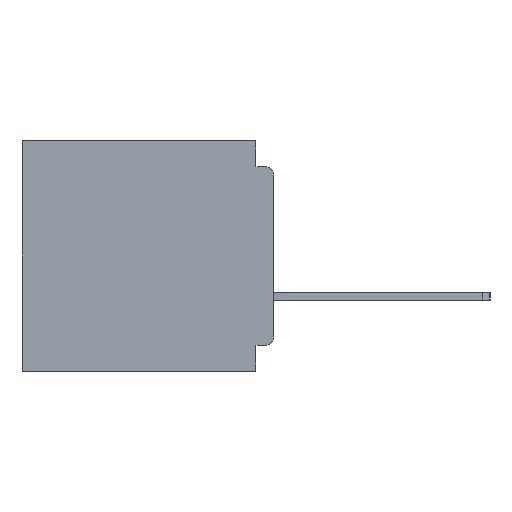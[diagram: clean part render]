
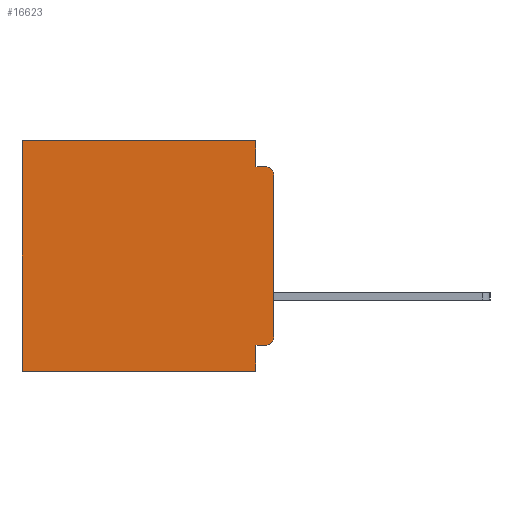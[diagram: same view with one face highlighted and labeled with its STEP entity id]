
A CAD part, left-side view. The second image highlights one B-rep face of the part: STEP entity #16623.
In plain terms, the highlighted planar face has unit normal (-1, 0, 0).
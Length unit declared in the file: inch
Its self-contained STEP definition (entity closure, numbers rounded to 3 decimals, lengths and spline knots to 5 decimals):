
#1477 = DIRECTION ( 'NONE',  ( 0., 0., -1. ) ) ;
#1662 = EDGE_CURVE ( 'NONE', #25208, #3029, #6235, .T. ) ;
#2540 = EDGE_CURVE ( 'NONE', #13260, #37332, #8975, .T. ) ;
#3029 = VERTEX_POINT ( 'NONE', #21857 ) ;
#3071 = EDGE_CURVE ( 'NONE', #13260, #26437, #35099, .T. ) ;
#3227 = DIRECTION ( 'NONE',  ( 0., 0., -1. ) ) ;
#4717 = ORIENTED_EDGE ( 'NONE', *, *, #28251, .F. ) ;
#4812 = VERTEX_POINT ( 'NONE', #29995 ) ;
#5217 = VECTOR ( 'NONE', #17267, 39.37008 ) ;
#5703 = ORIENTED_EDGE ( 'NONE', *, *, #2540, .T. ) ;
#5799 = CARTESIAN_POINT ( 'NONE',  ( 0.3, 0., -0.4 ) ) ;
#6235 = LINE ( 'NONE', #15657, #37026 ) ;
#6461 = CARTESIAN_POINT ( 'NONE',  ( 0.3, 0., -0.045 ) ) ;
#6592 = ORIENTED_EDGE ( 'NONE', *, *, #23858, .F. ) ;
#8667 = DIRECTION ( 'NONE',  ( 0., 1., 0. ) ) ;
#8975 = CIRCLE ( 'NONE', #34904, 0.015 ) ;
#9411 = VERTEX_POINT ( 'NONE', #20243 ) ;
#10701 = CARTESIAN_POINT ( 'NONE',  ( 0.3, 0., -0.06 ) ) ;
#10801 = ORIENTED_EDGE ( 'NONE', *, *, #1662, .F. ) ;
#10848 = DIRECTION ( 'NONE',  ( 0., 0., -1. ) ) ;
#11264 = ORIENTED_EDGE ( 'NONE', *, *, #26261, .T. ) ;
#11313 = CARTESIAN_POINT ( 'NONE',  ( 0.3, 0., -0.34 ) ) ;
#11418 = EDGE_LOOP ( 'NONE', ( #14211, #27865, #6592, #10801, #31569, #11264, #4717, #14411, #23373, #5703 ) ) ;
#11667 = AXIS2_PLACEMENT_3D ( 'NONE', #36160, #19004, #1477 ) ;
#12306 = EDGE_CURVE ( 'NONE', #25208, #9411, #30831, .T. ) ;
#12454 = LINE ( 'NONE', #14974, #34578 ) ;
#13104 = EDGE_CURVE ( 'NONE', #26106, #16151, #13177, .T. ) ;
#13177 = CIRCLE ( 'NONE', #26289, 0.015 ) ;
#13260 = VERTEX_POINT ( 'NONE', #15155 ) ;
#13338 = VECTOR ( 'NONE', #17424, 39.37008 ) ;
#14169 = FACE_OUTER_BOUND ( 'NONE', #11418, .T. ) ;
#14211 = ORIENTED_EDGE ( 'NONE', *, *, #20932, .F. ) ;
#14411 = ORIENTED_EDGE ( 'NONE', *, *, #17483, .F. ) ;
#14526 = CARTESIAN_POINT ( 'NONE',  ( 0.3, 0., 0. ) ) ;
#14595 = CARTESIAN_POINT ( 'NONE',  ( 0.3, 0.015, -0.34 ) ) ;
#14974 = CARTESIAN_POINT ( 'NONE',  ( 0.3, 0., -0.4 ) ) ;
#15155 = CARTESIAN_POINT ( 'NONE',  ( 0.3, 0.015, -0.355 ) ) ;
#15657 = CARTESIAN_POINT ( 'NONE',  ( 0.3, 0.031, 0. ) ) ;
#15901 = VECTOR ( 'NONE', #23813, 39.37008 ) ;
#16151 = VERTEX_POINT ( 'NONE', #16684 ) ;
#16205 = DIRECTION ( 'NONE',  ( -1., 0., 0. ) ) ;
#16623 = ADVANCED_FACE ( 'NONE', ( #14169 ), #30511, .F. ) ;
#16684 = CARTESIAN_POINT ( 'NONE',  ( 0.3, 0.015, -0.045 ) ) ;
#17267 = DIRECTION ( 'NONE',  ( 0., 0., -1. ) ) ;
#17424 = DIRECTION ( 'NONE',  ( 0., 1., 0. ) ) ;
#17483 = EDGE_CURVE ( 'NONE', #26437, #4812, #29398, .T. ) ;
#17969 = VECTOR ( 'NONE', #23807, 39.37008 ) ;
#19004 = DIRECTION ( 'NONE',  ( 1., 0., 0. ) ) ;
#19962 = CARTESIAN_POINT ( 'NONE',  ( 0.3, 0.031, -0.4 ) ) ;
#20243 = CARTESIAN_POINT ( 'NONE',  ( 0.3, 0.437, 0. ) ) ;
#20686 = LINE ( 'NONE', #31635, #5217 ) ;
#20932 = EDGE_CURVE ( 'NONE', #26106, #37332, #12454, .T. ) ;
#21857 = CARTESIAN_POINT ( 'NONE',  ( 0.3, 0.031, -0.045 ) ) ;
#23124 = VECTOR ( 'NONE', #8667, 39.37008 ) ;
#23373 = ORIENTED_EDGE ( 'NONE', *, *, #3071, .F. ) ;
#23807 = DIRECTION ( 'NONE',  ( 0., 1., 0. ) ) ;
#23813 = DIRECTION ( 'NONE',  ( 0., -1., 0. ) ) ;
#23858 = EDGE_CURVE ( 'NONE', #3029, #16151, #30322, .T. ) ;
#24483 = VERTEX_POINT ( 'NONE', #37394 ) ;
#25208 = VERTEX_POINT ( 'NONE', #35322 ) ;
#26106 = VERTEX_POINT ( 'NONE', #10701 ) ;
#26261 = EDGE_CURVE ( 'NONE', #9411, #24483, #20686, .T. ) ;
#26289 = AXIS2_PLACEMENT_3D ( 'NONE', #33439, #16205, #36332 ) ;
#26437 = VERTEX_POINT ( 'NONE', #26543 ) ;
#26543 = CARTESIAN_POINT ( 'NONE',  ( 0.3, 0.031, -0.355 ) ) ;
#27755 = LINE ( 'NONE', #5799, #13338 ) ;
#27865 = ORIENTED_EDGE ( 'NONE', *, *, #13104, .T. ) ;
#28251 = EDGE_CURVE ( 'NONE', #4812, #24483, #27755, .T. ) ;
#28932 = CARTESIAN_POINT ( 'NONE',  ( 0.3, 0., -0.355 ) ) ;
#29337 = DIRECTION ( 'NONE',  ( -1., 0., 0. ) ) ;
#29398 = LINE ( 'NONE', #19962, #36144 ) ;
#29995 = CARTESIAN_POINT ( 'NONE',  ( 0.3, 0.031, -0.4 ) ) ;
#30322 = LINE ( 'NONE', #6461, #15901 ) ;
#30511 = PLANE ( 'NONE',  #11667 ) ;
#30831 = LINE ( 'NONE', #14526, #23124 ) ;
#31569 = ORIENTED_EDGE ( 'NONE', *, *, #12306, .T. ) ;
#31635 = CARTESIAN_POINT ( 'NONE',  ( 0.3, 0.437, -0.4 ) ) ;
#33439 = CARTESIAN_POINT ( 'NONE',  ( 0.3, 0.015, -0.06 ) ) ;
#34480 = DIRECTION ( 'NONE',  ( 0., 0., -1. ) ) ;
#34578 = VECTOR ( 'NONE', #3227, 39.37008 ) ;
#34904 = AXIS2_PLACEMENT_3D ( 'NONE', #14595, #29337, #34480 ) ;
#35099 = LINE ( 'NONE', #28932, #17969 ) ;
#35322 = CARTESIAN_POINT ( 'NONE',  ( 0.3, 0.031, 0. ) ) ;
#36144 = VECTOR ( 'NONE', #37238, 39.37008 ) ;
#36160 = CARTESIAN_POINT ( 'NONE',  ( 0.3, 0., -0.4 ) ) ;
#36332 = DIRECTION ( 'NONE',  ( 0., 0., -1. ) ) ;
#37026 = VECTOR ( 'NONE', #10848, 39.37008 ) ;
#37238 = DIRECTION ( 'NONE',  ( 0., 0., -1. ) ) ;
#37332 = VERTEX_POINT ( 'NONE', #11313 ) ;
#37394 = CARTESIAN_POINT ( 'NONE',  ( 0.3, 0.437, -0.4 ) ) ;
